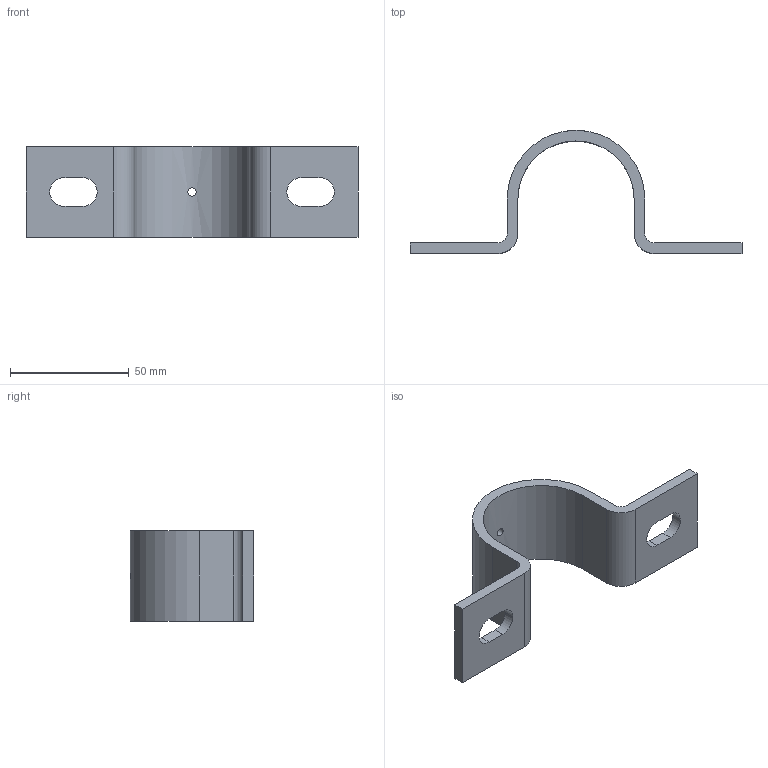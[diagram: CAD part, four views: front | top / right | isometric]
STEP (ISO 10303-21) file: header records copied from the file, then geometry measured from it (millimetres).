
FILE_DESCRIPTION (( 'STEP AP203' ), '1' );
FILE_NAME ('Z-18-1U.STEP', '2016-03-06T10:59:57', ( 'user' ), ( 'Hewlett-Packard Company' ), 'SwSTEP 2.0', 'SolidWorks 2014', '' );
FILE_SCHEMA (( 'CONFIG_CONTROL_DESIGN' ));
Length unit declared in the file: millimetre
Products named in the file (1): Z-18-1U
Bounding box: 140 x 52 x 38 mm (x, y, z)
Volume: 33415.8 mm3; surface area: 17586.4 mm2
Topology: 1 solids, 1 shells, 30 faces, 84 edges, 56 vertices
Faces by surface type: plane 16, cylinder 14
Entity records: 1159 total; most frequent: CARTESIAN_POINT 277, ORIENTED_EDGE 168, DIRECTION 166, EDGE_CURVE 84, VERTEX_POINT 56, VECTOR 56, LINE 56, AXIS2_PLACEMENT_3D 55
